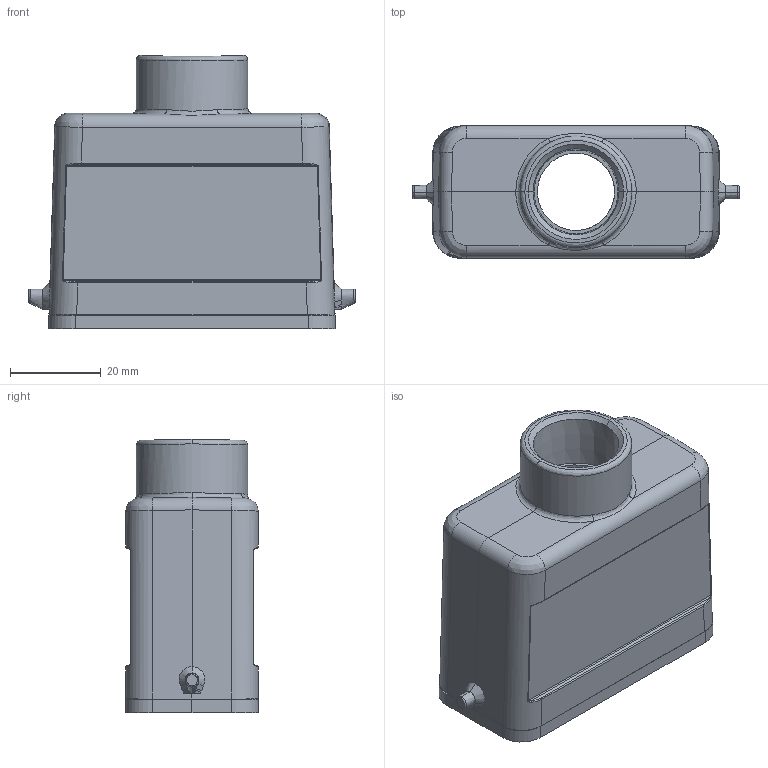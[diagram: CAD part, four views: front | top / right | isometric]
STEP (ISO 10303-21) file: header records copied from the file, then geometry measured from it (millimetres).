
FILE_DESCRIPTION(/* description */ (''),/* implementation_level */ '2;1');
FILE_NAME(/* name */ 'H10A-TE-2B-XXX.stp',/* time_stamp */ '2022-10-20T17:35:58+08:00',/* author */ (''),/* organization */ (''),/* preprocessor_version */ 'ST-DEVELOPER v16',/* originating_system */ 'SIEMENS PLM Software NX 10.0',/* authorisation */ '');
FILE_SCHEMA (('AP203_CONFIGURATION_CONTROLLED_3D_DESIGN_OF_MECHANICAL_PARTS_AND_ASSEMBLIES_MIM_LF { 1 0 10303 403 2 1 2}'));
Length unit declared in the file: millimetre
Products named in the file (1): Admi62B47F301p6d
Bounding box: 71.8 x 29.1 x 60.1 mm (x, y, z)
Volume: 25969.3 mm3; surface area: 20168.2 mm2
Topology: 1 solids, 1 shells, 242 faces, 581 edges, 338 vertices
Faces by surface type: bspline 80, plane 75, cylinder 72, cone 9, sphere 4, torus 2
Full cylindrical faces by diameter (mm): 17 x1, 24.499 x1
Entity records: 10355 total; most frequent: CARTESIAN_POINT 5198, ORIENTED_EDGE 1112, DIRECTION 958, EDGE_CURVE 556, AXIS2_PLACEMENT_3D 375, VERTEX_POINT 336, EDGE_LOOP 264, ADVANCED_FACE 242
